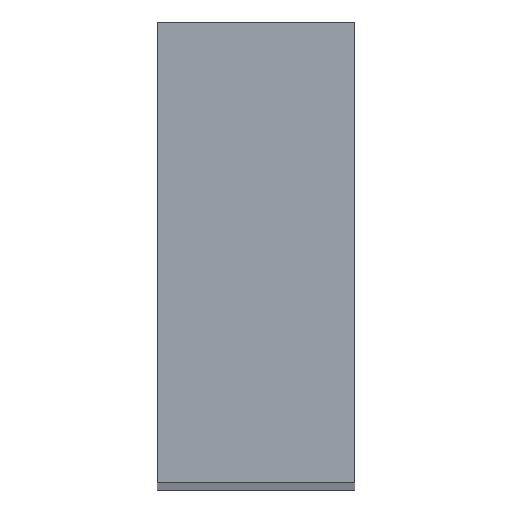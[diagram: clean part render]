
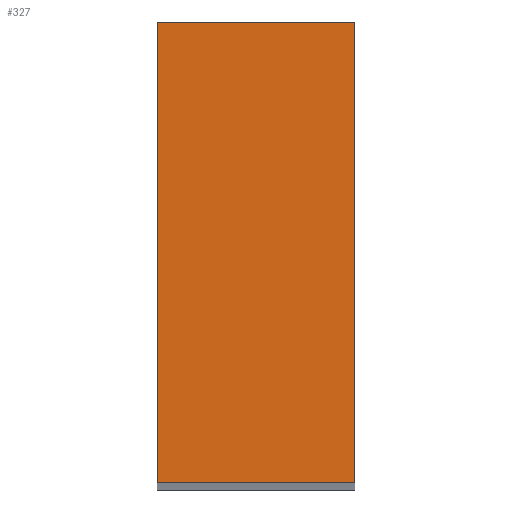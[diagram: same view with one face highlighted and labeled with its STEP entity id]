
A CAD part, top view. The second image highlights one B-rep face of the part: STEP entity #327.
In plain terms, the highlighted planar face has unit normal (0, 0, 1).
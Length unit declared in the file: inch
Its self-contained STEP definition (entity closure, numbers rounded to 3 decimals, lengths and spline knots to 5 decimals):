
#31=PLANE('',#377);
#55=FACE_OUTER_BOUND('',#85,.T.);
#85=EDGE_LOOP('',(#297,#298,#299,#300));
#101=LINE('',#545,#125);
#104=LINE('',#551,#128);
#107=LINE('',#557,#131);
#110=LINE('',#561,#134);
#125=VECTOR('',#457,0.3937);
#128=VECTOR('',#462,0.3937);
#131=VECTOR('',#467,0.3937);
#134=VECTOR('',#472,0.3937);
#173=VERTEX_POINT('',#542);
#174=VERTEX_POINT('',#544);
#176=VERTEX_POINT('',#550);
#178=VERTEX_POINT('',#556);
#211=EDGE_CURVE('',#174,#173,#101,.T.);
#214=EDGE_CURVE('',#176,#174,#104,.T.);
#217=EDGE_CURVE('',#178,#176,#107,.T.);
#220=EDGE_CURVE('',#173,#178,#110,.T.);
#297=ORIENTED_EDGE('',*,*,#220,.T.);
#298=ORIENTED_EDGE('',*,*,#217,.T.);
#299=ORIENTED_EDGE('',*,*,#214,.T.);
#300=ORIENTED_EDGE('',*,*,#211,.T.);
#327=ADVANCED_FACE('',(#55),#31,.T.);
#377=AXIS2_PLACEMENT_3D('',#562,#473,#474);
#457=DIRECTION('',(-1.,0.,0.));
#462=DIRECTION('',(0.,1.,0.));
#467=DIRECTION('',(1.,0.,0.));
#472=DIRECTION('',(0.,-1.,0.));
#473=DIRECTION('center_axis',(0.,0.,1.));
#474=DIRECTION('ref_axis',(1.,0.,0.));
#542=CARTESIAN_POINT('',(-7.75,3.5,31.5));
#544=CARTESIAN_POINT('',(-6.25,3.5,31.5));
#545=CARTESIAN_POINT('',(-6.25,3.5,31.5));
#550=CARTESIAN_POINT('',(-6.25,0.,31.5));
#551=CARTESIAN_POINT('',(-6.25,0.,31.5));
#556=CARTESIAN_POINT('',(-7.75,0.,31.5));
#557=CARTESIAN_POINT('',(-7.75,0.,31.5));
#561=CARTESIAN_POINT('',(-7.75,3.5,31.5));
#562=CARTESIAN_POINT('Origin',(-7.,1.75,31.5));
